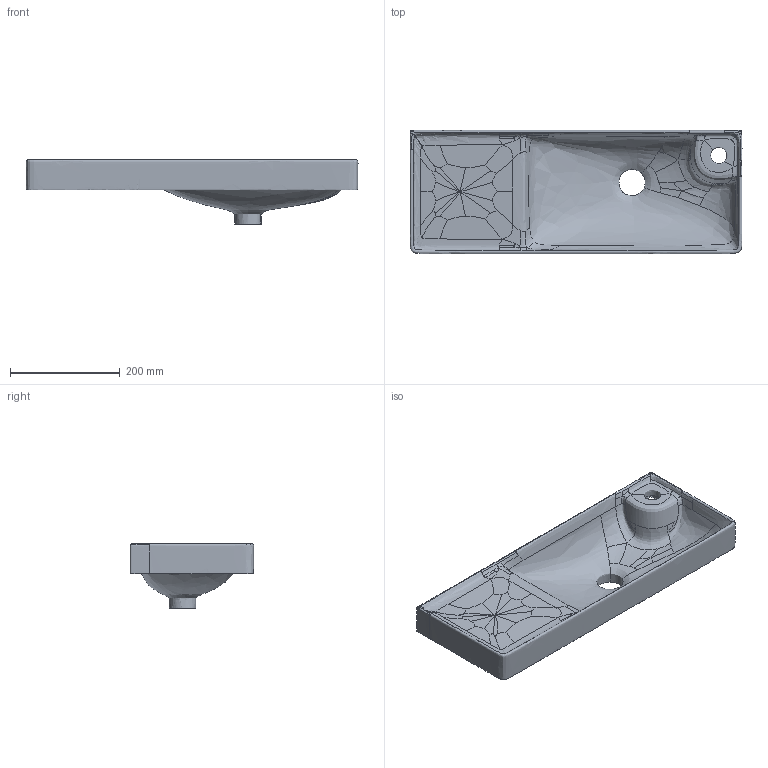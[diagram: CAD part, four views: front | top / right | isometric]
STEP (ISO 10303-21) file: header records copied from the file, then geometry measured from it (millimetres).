
FILE_DESCRIPTION(/* description */ (''),/* implementation_level */ '2;1');
FILE_NAME(/* name */ '2260',/* time_stamp */ '2025-06-10T14:56:20+03:00',/* author */ (''),/* organization */ (''),/* preprocessor_version */ 'ST-DEVELOPER v16.5',/* originating_system */ '',/* authorisation */ '');
FILE_SCHEMA (('AUTOMOTIVE_DESIGN_CC2'));
Length unit declared in the file: millimetre
Products named in the file (1): Document
Bounding box: 605.06 x 224.97 x 116.85 mm (x, y, z)
Surface area: 271689.2 mm2 (no closed solid volume)
Topology: 0 solids, 1 shells, 121 faces, 317 edges, 195 vertices
Faces by surface type: bspline 121
Entity records: 18218 total; most frequent: CARTESIAN_POINT 16247, ORIENTED_EDGE 624, EDGE_CURVE 317, B_SPLINE_CURVE_WITH_KNOTS 317, VERTEX_POINT 195, ADVANCED_FACE 121, FACE_OUTER_BOUND 121, EDGE_LOOP 121
